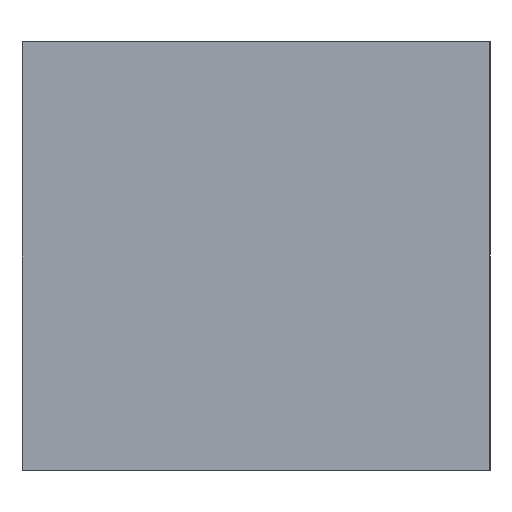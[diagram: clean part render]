
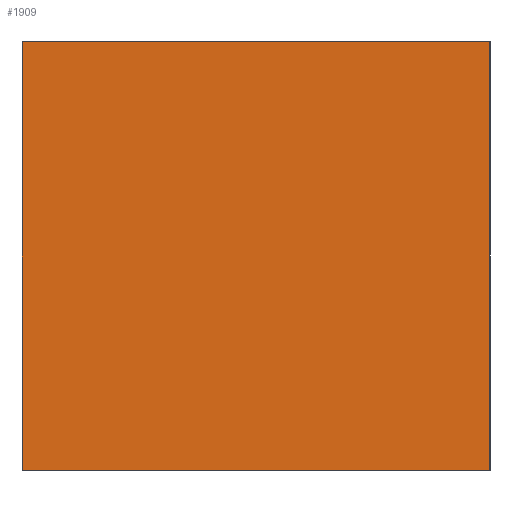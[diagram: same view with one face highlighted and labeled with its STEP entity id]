
A CAD part, left-side view. The second image highlights one B-rep face of the part: STEP entity #1909.
In plain terms, the highlighted planar face has unit normal (-1, 0, 0).
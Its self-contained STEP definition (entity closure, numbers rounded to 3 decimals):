
#38 = CARTESIAN_POINT ( 'NONE',  ( -2., 18., 0. ) ) ;
#69 = LINE ( 'NONE', #878, #911 ) ;
#179 = ORIENTED_EDGE ( 'NONE', *, *, #301, .F. ) ;
#205 = CARTESIAN_POINT ( 'NONE',  ( -2., -6., 22. ) ) ;
#287 = PLANE ( 'NONE',  #763 ) ;
#301 = EDGE_CURVE ( 'NONE', #2013, #1854, #628, .T. ) ;
#446 = CARTESIAN_POINT ( 'NONE',  ( -2., 18., 22. ) ) ;
#452 = EDGE_LOOP ( 'NONE', ( #1884, #179, #2240, #2337 ) ) ;
#628 = LINE ( 'NONE', #205, #1006 ) ;
#736 = CARTESIAN_POINT ( 'NONE',  ( -2., 18., 0. ) ) ;
#763 = AXIS2_PLACEMENT_3D ( 'NONE', #1021, #2296, #1943 ) ;
#817 = LINE ( 'NONE', #736, #1016 ) ;
#878 = CARTESIAN_POINT ( 'NONE',  ( -2., 18., 22. ) ) ;
#911 = VECTOR ( 'NONE', #1040, 1000. ) ;
#946 = DIRECTION ( 'NONE',  ( 0., 0., -1. ) ) ;
#1006 = VECTOR ( 'NONE', #1107, 1000. ) ;
#1016 = VECTOR ( 'NONE', #1804, 1000. ) ;
#1021 = CARTESIAN_POINT ( 'NONE',  ( -2., 0., 0. ) ) ;
#1040 = DIRECTION ( 'NONE',  ( 0., 1., 0. ) ) ;
#1107 = DIRECTION ( 'NONE',  ( 0., 0., -1. ) ) ;
#1311 = CARTESIAN_POINT ( 'NONE',  ( -2., 18., 0. ) ) ;
#1338 = LINE ( 'NONE', #1311, #1968 ) ;
#1455 = VERTEX_POINT ( 'NONE', #38 ) ;
#1741 = CARTESIAN_POINT ( 'NONE',  ( -2., -6., 0. ) ) ;
#1804 = DIRECTION ( 'NONE',  ( 0., -1., 0. ) ) ;
#1808 = VERTEX_POINT ( 'NONE', #446 ) ;
#1854 = VERTEX_POINT ( 'NONE', #1741 ) ;
#1883 = CARTESIAN_POINT ( 'NONE',  ( -2., -6., 22. ) ) ;
#1884 = ORIENTED_EDGE ( 'NONE', *, *, #2333, .T. ) ;
#1909 = ADVANCED_FACE ( 'NONE', ( #2194 ), #287, .T. ) ;
#1943 = DIRECTION ( 'NONE',  ( 0., 0., 1. ) ) ;
#1966 = EDGE_CURVE ( 'NONE', #1808, #1455, #1338, .T. ) ;
#1968 = VECTOR ( 'NONE', #946, 1000. ) ;
#2013 = VERTEX_POINT ( 'NONE', #1883 ) ;
#2191 = EDGE_CURVE ( 'NONE', #2013, #1808, #69, .T. ) ;
#2194 = FACE_OUTER_BOUND ( 'NONE', #452, .T. ) ;
#2240 = ORIENTED_EDGE ( 'NONE', *, *, #2191, .T. ) ;
#2296 = DIRECTION ( 'NONE',  ( -1., 0., 0. ) ) ;
#2333 = EDGE_CURVE ( 'NONE', #1455, #1854, #817, .T. ) ;
#2337 = ORIENTED_EDGE ( 'NONE', *, *, #1966, .T. ) ;
